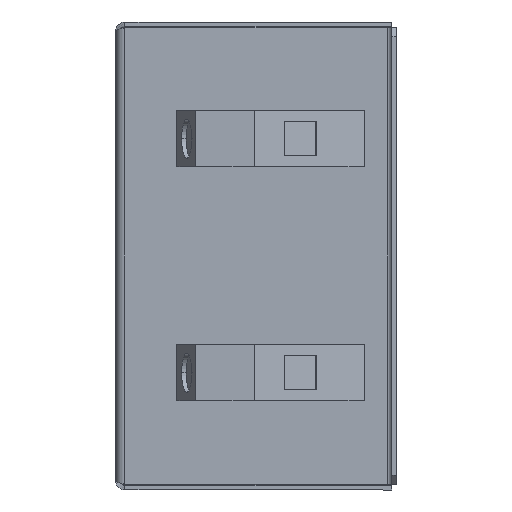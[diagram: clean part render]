
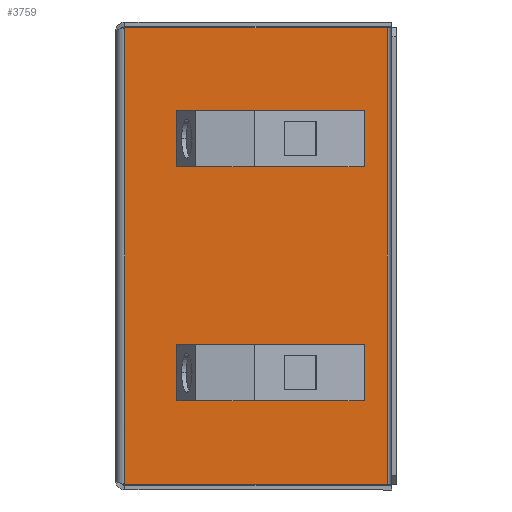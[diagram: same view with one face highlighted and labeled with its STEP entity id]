
A CAD part, left-side view. The second image highlights one B-rep face of the part: STEP entity #3759.
In plain terms, the highlighted planar face has unit normal (-1, 0, 0).
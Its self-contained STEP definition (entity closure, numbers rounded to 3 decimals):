
#62 = CARTESIAN_POINT ( 'NONE',  ( -58., 0., 0. ) ) ;
#93 = ORIENTED_EDGE ( 'NONE', *, *, #1446, .F. ) ;
#97 = CARTESIAN_POINT ( 'NONE',  ( -58., -53.102, -30.95 ) ) ;
#148 = ORIENTED_EDGE ( 'NONE', *, *, #1949, .T. ) ;
#219 = FACE_BOUND ( 'NONE', #2015, .T. ) ;
#220 = DIRECTION ( 'NONE',  ( 0., -1., 0. ) ) ;
#322 = CARTESIAN_POINT ( 'NONE',  ( -58., -13.102, -18.95 ) ) ;
#331 = VECTOR ( 'NONE', #220, 1000. ) ;
#354 = VERTEX_POINT ( 'NONE', #2834 ) ;
#361 = LINE ( 'NONE', #465, #4651 ) ;
#424 = ORIENTED_EDGE ( 'NONE', *, *, #1263, .T. ) ;
#465 = CARTESIAN_POINT ( 'NONE',  ( -58., -53.102, -30.95 ) ) ;
#609 = LINE ( 'NONE', #2508, #4442 ) ;
#666 = ORIENTED_EDGE ( 'NONE', *, *, #2054, .T. ) ;
#681 = ORIENTED_EDGE ( 'NONE', *, *, #5244, .F. ) ;
#714 = EDGE_CURVE ( 'Defeature ausgef�hrt2_97+Defeature ausgef�hrt2_9+Defeature ausgef�hrt2_99+Defeature ausgef�hrt2_100', #3682, #3363, #3390, .T. ) ;
#756 = CARTESIAN_POINT ( 'NONE',  ( -58., -58., 48.802 ) ) ;
#779 = ORIENTED_EDGE ( 'NONE', *, *, #4526, .F. ) ;
#780 = VERTEX_POINT ( 'NONE', #3044 ) ;
#862 = ORIENTED_EDGE ( 'NONE', *, *, #714, .F. ) ;
#902 = CARTESIAN_POINT ( 'NONE',  ( -58., -53.102, 19.05 ) ) ;
#905 = CARTESIAN_POINT ( 'NONE',  ( -58., -13.102, 31.05 ) ) ;
#1165 = VERTEX_POINT ( 'NONE', #1997 ) ;
#1197 = LINE ( 'NONE', #902, #3841 ) ;
#1263 = EDGE_CURVE ( 'Defeature ausgef�hrt2_9+Defeature ausgef�hrt2_107+Defeature ausgef�hrt2_103+Defeature ausgef�hrt2_104', #1673, #4241, #1197, .T. ) ;
#1332 = CARTESIAN_POINT ( 'NONE',  ( -58., -13.102, 19.05 ) ) ;
#1338 = ORIENTED_EDGE ( 'NONE', *, *, #1605, .F. ) ;
#1424 = VECTOR ( 'NONE', #5168, 1000. ) ;
#1439 = CARTESIAN_POINT ( 'NONE',  ( -58., -13.102, -18.95 ) ) ;
#1446 = EDGE_CURVE ( 'Defeature ausgef�hrt2_106+Defeature ausgef�hrt2_9+Defeature ausgef�hrt2_103+Defeature ausgef�hrt2_104', #3549, #4108, #2149, .T. ) ;
#1500 = LINE ( 'NONE', #2781, #4284 ) ;
#1555 = DIRECTION ( 'NONE',  ( 0., 0., 1. ) ) ;
#1567 = LINE ( 'NONE', #4791, #4040 ) ;
#1599 = VERTEX_POINT ( 'NONE', #3985 ) ;
#1605 = EDGE_CURVE ( 'Defeature ausgef�hrt2_16+Defeature ausgef�hrt2_9+Defeature ausgef�hrt2_15+Defeature ausgef�hrt2_14', #1165, #780, #1567, .T. ) ;
#1645 = DIRECTION ( 'NONE',  ( 1., 0., 0. ) ) ;
#1673 = VERTEX_POINT ( 'NONE', #4033 ) ;
#1716 = DIRECTION ( 'NONE',  ( 0., 1., 0. ) ) ;
#1821 = DIRECTION ( 'NONE',  ( 0., 1., 0. ) ) ;
#1844 = DIRECTION ( 'NONE',  ( 0., 0., -1. ) ) ;
#1847 = CARTESIAN_POINT ( 'NONE',  ( -58., -53.102, 31.05 ) ) ;
#1949 = EDGE_CURVE ( 'Defeature ausgef�hrt2_9+Defeature ausgef�hrt2_103+Defeature ausgef�hrt2_106+Defeature ausgef�hrt2_107', #3549, #1673, #1500, .T. ) ;
#1997 = CARTESIAN_POINT ( 'NONE',  ( -58., -2., -48.802 ) ) ;
#2015 = EDGE_LOOP ( 'NONE', ( #862, #3581, #3648, #4508 ) ) ;
#2054 = EDGE_CURVE ( 'Defeature ausgef�hrt2_9+Defeature ausgef�hrt2_10+Defeature ausgef�hrt2_16+Defeature ausgef�hrt2_48', #1165, #1599, #4798, .T. ) ;
#2137 = DIRECTION ( 'NONE',  ( 0., 1., 0. ) ) ;
#2149 = LINE ( 'NONE', #3818, #2663 ) ;
#2188 = CARTESIAN_POINT ( 'NONE',  ( -58., -13.102, -30.95 ) ) ;
#2508 = CARTESIAN_POINT ( 'NONE',  ( -58., -53.102, -18.95 ) ) ;
#2536 = LINE ( 'NONE', #4182, #3840 ) ;
#2556 = VERTEX_POINT ( 'NONE', #3956 ) ;
#2594 = EDGE_CURVE ( 'Defeature ausgef�hrt2_9+Defeature ausgef�hrt2_96+Defeature ausgef�hrt2_99+Defeature ausgef�hrt2_100', #354, #3848, #4669, .T. ) ;
#2663 = VECTOR ( 'NONE', #1821, 1000. ) ;
#2676 = CARTESIAN_POINT ( 'NONE',  ( -58., 0., -48.802 ) ) ;
#2781 = CARTESIAN_POINT ( 'NONE',  ( -58., -53.102, 31.05 ) ) ;
#2786 = DIRECTION ( 'NONE',  ( 0., 0., -1. ) ) ;
#2834 = CARTESIAN_POINT ( 'NONE',  ( -58., -53.102, -18.95 ) ) ;
#2846 = LINE ( 'NONE', #756, #4854 ) ;
#3044 = CARTESIAN_POINT ( 'NONE',  ( -58., -2., 48.802 ) ) ;
#3112 = CARTESIAN_POINT ( 'NONE',  ( -58., -13.102, 31.05 ) ) ;
#3254 = FACE_BOUND ( 'NONE', #4629, .T. ) ;
#3293 = PLANE ( 'NONE',  #5127 ) ;
#3299 = EDGE_CURVE ( 'Defeature ausgef�hrt2_9+Defeature ausgef�hrt2_100+Defeature ausgef�hrt2_96+Defeature ausgef�hrt2_97', #3848, #3363, #361, .T. ) ;
#3345 = VECTOR ( 'NONE', #3484, 1000. ) ;
#3363 = VERTEX_POINT ( 'NONE', #2188 ) ;
#3390 = LINE ( 'NONE', #1439, #4714 ) ;
#3484 = DIRECTION ( 'NONE',  ( 0., 0., -1. ) ) ;
#3549 = VERTEX_POINT ( 'NONE', #1847 ) ;
#3581 = ORIENTED_EDGE ( 'NONE', *, *, #3850, .F. ) ;
#3619 = FACE_OUTER_BOUND ( 'NONE', #4246, .T. ) ;
#3648 = ORIENTED_EDGE ( 'NONE', *, *, #2594, .T. ) ;
#3682 = VERTEX_POINT ( 'NONE', #322 ) ;
#3759 = ADVANCED_FACE ( 'Defeature ausgef�hrt2_9', ( #3254, #219, #3619 ), #3293, .F. ) ;
#3818 = CARTESIAN_POINT ( 'NONE',  ( -58., -53.102, 31.05 ) ) ;
#3840 = VECTOR ( 'NONE', #4561, 1000. ) ;
#3841 = VECTOR ( 'NONE', #2137, 1000. ) ;
#3848 = VERTEX_POINT ( 'NONE', #97 ) ;
#3850 = EDGE_CURVE ( 'Defeature ausgef�hrt2_99+Defeature ausgef�hrt2_9+Defeature ausgef�hrt2_96+Defeature ausgef�hrt2_97', #354, #3682, #609, .T. ) ;
#3956 = CARTESIAN_POINT ( 'NONE',  ( -58., -58., 48.802 ) ) ;
#3967 = DIRECTION ( 'NONE',  ( 0., 0., -1. ) ) ;
#3985 = CARTESIAN_POINT ( 'NONE',  ( -58., -58., -48.802 ) ) ;
#4033 = CARTESIAN_POINT ( 'NONE',  ( -58., -53.102, 19.05 ) ) ;
#4040 = VECTOR ( 'NONE', #1555, 1000. ) ;
#4064 = DIRECTION ( 'NONE',  ( 0., 1., 0. ) ) ;
#4108 = VERTEX_POINT ( 'NONE', #905 ) ;
#4182 = CARTESIAN_POINT ( 'NONE',  ( -58., -1., 48.802 ) ) ;
#4215 = LINE ( 'NONE', #3112, #3345 ) ;
#4241 = VERTEX_POINT ( 'NONE', #1332 ) ;
#4246 = EDGE_LOOP ( 'NONE', ( #779, #681, #1338, #666 ) ) ;
#4284 = VECTOR ( 'NONE', #3967, 1000. ) ;
#4440 = EDGE_CURVE ( 'Defeature ausgef�hrt2_104+Defeature ausgef�hrt2_9+Defeature ausgef�hrt2_106+Defeature ausgef�hrt2_107', #4108, #4241, #4215, .T. ) ;
#4442 = VECTOR ( 'NONE', #1716, 1000. ) ;
#4508 = ORIENTED_EDGE ( 'NONE', *, *, #3299, .T. ) ;
#4526 = EDGE_CURVE ( 'Defeature ausgef�hrt2_48+Defeature ausgef�hrt2_9+Defeature ausgef�hrt2_46+Defeature ausgef�hrt2_45', #2556, #1599, #2846, .T. ) ;
#4561 = DIRECTION ( 'NONE',  ( 0., -1., 0. ) ) ;
#4629 = EDGE_LOOP ( 'NONE', ( #5148, #93, #148, #424 ) ) ;
#4651 = VECTOR ( 'NONE', #5007, 1000. ) ;
#4669 = LINE ( 'NONE', #4794, #1424 ) ;
#4714 = VECTOR ( 'NONE', #1844, 1000. ) ;
#4791 = CARTESIAN_POINT ( 'NONE',  ( -58., -2., 50. ) ) ;
#4794 = CARTESIAN_POINT ( 'NONE',  ( -58., -53.102, -18.95 ) ) ;
#4798 = LINE ( 'NONE', #2676, #331 ) ;
#4854 = VECTOR ( 'NONE', #2786, 1000. ) ;
#5007 = DIRECTION ( 'NONE',  ( 0., 1., 0. ) ) ;
#5127 = AXIS2_PLACEMENT_3D ( 'NONE', #62, #1645, #4064 ) ;
#5148 = ORIENTED_EDGE ( 'NONE', *, *, #4440, .F. ) ;
#5168 = DIRECTION ( 'NONE',  ( 0., 0., -1. ) ) ;
#5244 = EDGE_CURVE ( 'Defeature ausgef�hrt2_8+Defeature ausgef�hrt2_9+Defeature ausgef�hrt2_14+Defeature ausgef�hrt2_46', #780, #2556, #2536, .T. ) ;
